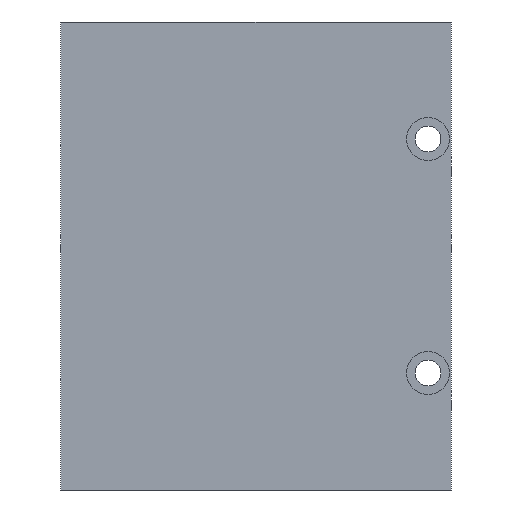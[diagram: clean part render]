
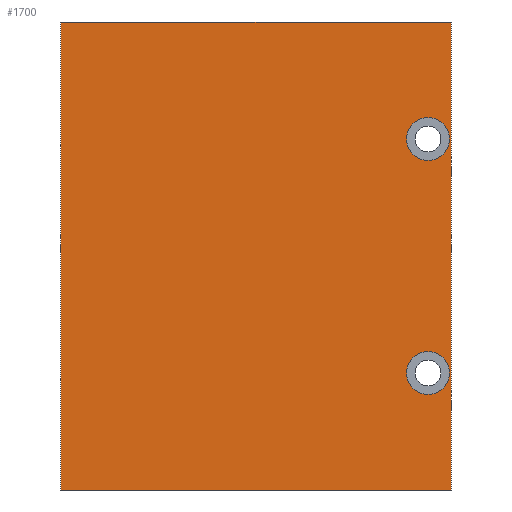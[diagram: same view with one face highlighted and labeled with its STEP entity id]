
A CAD part, left-side view. The second image highlights one B-rep face of the part: STEP entity #1700.
In plain terms, the highlighted planar face has unit normal (-1, 0, 0).
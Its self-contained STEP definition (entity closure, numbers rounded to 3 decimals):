
#65 = CARTESIAN_POINT ( 'NONE',  ( -24., 6., -95.5 ) ) ;
#67 = DIRECTION ( 'NONE',  ( 0., 0., 1. ) ) ;
#75 = CARTESIAN_POINT ( 'NONE',  ( -24., 100.2, -120. ) ) ;
#78 = VECTOR ( 'NONE', #1034, 1000. ) ;
#89 = VERTEX_POINT ( 'NONE', #1707 ) ;
#93 = EDGE_CURVE ( 'NONE', #754, #2017, #364, .T. ) ;
#142 = EDGE_CURVE ( 'NONE', #1184, #1785, #1936, .T. ) ;
#191 = CARTESIAN_POINT ( 'NONE',  ( -24., 6., -90. ) ) ;
#195 = VERTEX_POINT ( 'NONE', #75 ) ;
#204 = ORIENTED_EDGE ( 'NONE', *, *, #1521, .F. ) ;
#259 = CIRCLE ( 'NONE', #1725, 5.5 ) ;
#263 = DIRECTION ( 'NONE',  ( -1., 0., 0. ) ) ;
#298 = DIRECTION ( 'NONE',  ( -1., 0., 0. ) ) ;
#317 = CARTESIAN_POINT ( 'NONE',  ( -24., 100.2, -120. ) ) ;
#320 = EDGE_LOOP ( 'NONE', ( #391, #1741 ) ) ;
#327 = EDGE_CURVE ( 'NONE', #195, #2165, #1025, .T. ) ;
#364 = CIRCLE ( 'NONE', #2043, 5.5 ) ;
#389 = DIRECTION ( 'NONE',  ( -1., 0., 0. ) ) ;
#391 = ORIENTED_EDGE ( 'NONE', *, *, #736, .F. ) ;
#426 = CARTESIAN_POINT ( 'NONE',  ( -24., 6., -90. ) ) ;
#499 = CARTESIAN_POINT ( 'NONE',  ( -24., 6., -84.5 ) ) ;
#519 = ORIENTED_EDGE ( 'NONE', *, *, #93, .F. ) ;
#540 = EDGE_LOOP ( 'NONE', ( #204, #519 ) ) ;
#578 = EDGE_CURVE ( 'NONE', #195, #89, #1885, .T. ) ;
#640 = FACE_BOUND ( 'NONE', #540, .T. ) ;
#667 = CARTESIAN_POINT ( 'NONE',  ( -24., 0., 0. ) ) ;
#674 = DIRECTION ( 'NONE',  ( 0., 0., 1. ) ) ;
#700 = CARTESIAN_POINT ( 'NONE',  ( -24., 0., 0. ) ) ;
#731 = VECTOR ( 'NONE', #1548, 1000. ) ;
#735 = AXIS2_PLACEMENT_3D ( 'NONE', #1722, #1690, #674 ) ;
#736 = EDGE_CURVE ( 'NONE', #1785, #1184, #974, .T. ) ;
#741 = DIRECTION ( 'NONE',  ( 0., 0., 1. ) ) ;
#754 = VERTEX_POINT ( 'NONE', #945 ) ;
#765 = ORIENTED_EDGE ( 'NONE', *, *, #327, .T. ) ;
#819 = PLANE ( 'NONE',  #735 ) ;
#901 = CARTESIAN_POINT ( 'NONE',  ( -24., 6., -30. ) ) ;
#945 = CARTESIAN_POINT ( 'NONE',  ( -24., 6., -35.5 ) ) ;
#974 = CIRCLE ( 'NONE', #978, 5.5 ) ;
#978 = AXIS2_PLACEMENT_3D ( 'NONE', #426, #263, #67 ) ;
#1007 = DIRECTION ( 'NONE',  ( 0., 0., 1. ) ) ;
#1025 = LINE ( 'NONE', #1364, #2118 ) ;
#1034 = DIRECTION ( 'NONE',  ( 0., 0., 1. ) ) ;
#1164 = AXIS2_PLACEMENT_3D ( 'NONE', #191, #389, #741 ) ;
#1167 = DIRECTION ( 'NONE',  ( 0., 0., 1. ) ) ;
#1184 = VERTEX_POINT ( 'NONE', #65 ) ;
#1242 = ORIENTED_EDGE ( 'NONE', *, *, #578, .F. ) ;
#1274 = EDGE_CURVE ( 'NONE', #89, #1843, #2238, .T. ) ;
#1364 = CARTESIAN_POINT ( 'NONE',  ( -24., 0., -120. ) ) ;
#1373 = FACE_BOUND ( 'NONE', #320, .T. ) ;
#1382 = ORIENTED_EDGE ( 'NONE', *, *, #1274, .F. ) ;
#1439 = CARTESIAN_POINT ( 'NONE',  ( -24., 0., -120. ) ) ;
#1455 = CARTESIAN_POINT ( 'NONE',  ( -24., 6., -24.5 ) ) ;
#1463 = EDGE_CURVE ( 'NONE', #2165, #1843, #1958, .T. ) ;
#1521 = EDGE_CURVE ( 'NONE', #2017, #754, #259, .T. ) ;
#1548 = DIRECTION ( 'NONE',  ( 0., -1., 0. ) ) ;
#1581 = DIRECTION ( 'NONE',  ( -1., 0., 0. ) ) ;
#1602 = DIRECTION ( 'NONE',  ( 0., 0., 1. ) ) ;
#1642 = VECTOR ( 'NONE', #1007, 1000. ) ;
#1690 = DIRECTION ( 'NONE',  ( -1., 0., 0. ) ) ;
#1700 = ADVANCED_FACE ( 'NONE', ( #640, #1373, #2075 ), #819, .T. ) ;
#1707 = CARTESIAN_POINT ( 'NONE',  ( -24., 100.2, 0. ) ) ;
#1722 = CARTESIAN_POINT ( 'NONE',  ( -24., 0., -120. ) ) ;
#1725 = AXIS2_PLACEMENT_3D ( 'NONE', #901, #1581, #1602 ) ;
#1741 = ORIENTED_EDGE ( 'NONE', *, *, #142, .F. ) ;
#1785 = VERTEX_POINT ( 'NONE', #499 ) ;
#1843 = VERTEX_POINT ( 'NONE', #700 ) ;
#1867 = CARTESIAN_POINT ( 'NONE',  ( -24., 0., -120. ) ) ;
#1885 = LINE ( 'NONE', #317, #1642 ) ;
#1936 = CIRCLE ( 'NONE', #1164, 5.5 ) ;
#1950 = ORIENTED_EDGE ( 'NONE', *, *, #1463, .T. ) ;
#1958 = LINE ( 'NONE', #1439, #78 ) ;
#2017 = VERTEX_POINT ( 'NONE', #1455 ) ;
#2043 = AXIS2_PLACEMENT_3D ( 'NONE', #2233, #298, #1167 ) ;
#2067 = DIRECTION ( 'NONE',  ( 0., -1., 0. ) ) ;
#2075 = FACE_OUTER_BOUND ( 'NONE', #2133, .T. ) ;
#2118 = VECTOR ( 'NONE', #2067, 1000. ) ;
#2133 = EDGE_LOOP ( 'NONE', ( #1382, #1242, #765, #1950 ) ) ;
#2165 = VERTEX_POINT ( 'NONE', #1867 ) ;
#2233 = CARTESIAN_POINT ( 'NONE',  ( -24., 6., -30. ) ) ;
#2238 = LINE ( 'NONE', #667, #731 ) ;
